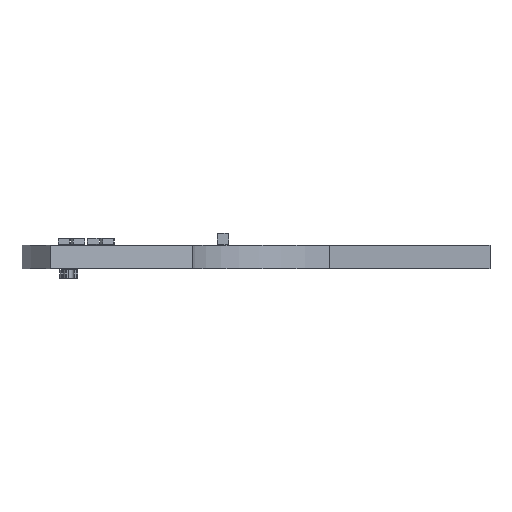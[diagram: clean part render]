
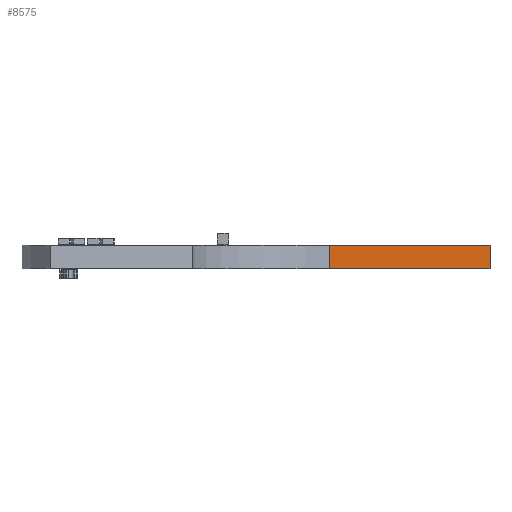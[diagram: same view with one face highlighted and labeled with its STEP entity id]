
A CAD part, left-side view. The second image highlights one B-rep face of the part: STEP entity #8575.
In plain terms, the highlighted planar face has unit normal (-1, 0, 0).
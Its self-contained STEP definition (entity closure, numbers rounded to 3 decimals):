
#7435 = PLANE('',#7436);
#7436 = AXIS2_PLACEMENT_3D('',#7437,#7438,#7439);
#7437 = CARTESIAN_POINT('',(-9.5,-16.25,0.));
#7438 = DIRECTION('',(0.,1.,0.));
#7439 = DIRECTION('',(1.,0.,0.));
#7463 = PLANE('',#7464);
#7464 = AXIS2_PLACEMENT_3D('',#7465,#7466,#7467);
#7465 = CARTESIAN_POINT('',(0.,3.203,1.6));
#7466 = DIRECTION('',(0.,0.,1.));
#7467 = DIRECTION('',(1.,0.,0.));
#7517 = PLANE('',#7518);
#7518 = AXIS2_PLACEMENT_3D('',#7519,#7520,#7521);
#7519 = CARTESIAN_POINT('',(0.,3.203,0.)
  );
#7520 = DIRECTION('',(0.,0.,1.));
#7521 = DIRECTION('',(1.,0.,0.));
#7532 = EDGE_CURVE('',#7533,#7535,#7537,.T.);
#7533 = VERTEX_POINT('',#7534);
#7534 = CARTESIAN_POINT('',(-9.5,-16.25,0.));
#7535 = VERTEX_POINT('',#7536);
#7536 = CARTESIAN_POINT('',(-9.5,-16.25,1.6));
#7537 = SURFACE_CURVE('',#7538,(#7542,#7549),.PCURVE_S1.);
#7538 = LINE('',#7539,#7540);
#7539 = CARTESIAN_POINT('',(-9.5,-16.25,0.));
#7540 = VECTOR('',#7541,1.);
#7541 = DIRECTION('',(0.,0.,1.));
#7542 = PCURVE('',#7435,#7543);
#7543 = DEFINITIONAL_REPRESENTATION('',(#7544),#7548);
#7544 = LINE('',#7545,#7546);
#7545 = CARTESIAN_POINT('',(0.,0.));
#7546 = VECTOR('',#7547,1.);
#7547 = DIRECTION('',(0.,-1.));
#7548 = ( GEOMETRIC_REPRESENTATION_CONTEXT(2) 
PARAMETRIC_REPRESENTATION_CONTEXT() REPRESENTATION_CONTEXT('2D SPACE',''
  ) );
#7549 = PCURVE('',#7550,#7555);
#7550 = PLANE('',#7551);
#7551 = AXIS2_PLACEMENT_3D('',#7552,#7553,#7554);
#7552 = CARTESIAN_POINT('',(-9.5,-5.166,0.));
#7553 = DIRECTION('',(1.,0.,0.));
#7554 = DIRECTION('',(0.,-1.,0.));
#7555 = DEFINITIONAL_REPRESENTATION('',(#7556),#7560);
#7556 = LINE('',#7557,#7558);
#7557 = CARTESIAN_POINT('',(11.084,0.));
#7558 = VECTOR('',#7559,1.);
#7559 = DIRECTION('',(0.,-1.));
#7560 = ( GEOMETRIC_REPRESENTATION_CONTEXT(2) 
PARAMETRIC_REPRESENTATION_CONTEXT() REPRESENTATION_CONTEXT('2D SPACE',''
  ) );
#7825 = VERTEX_POINT('',#7826);
#7826 = CARTESIAN_POINT('',(-9.5,-5.166,0.));
#7841 = CYLINDRICAL_SURFACE('',#7842,10.);
#7842 = AXIS2_PLACEMENT_3D('',#7843,#7844,#7845);
#7843 = CARTESIAN_POINT('',(-19.5,-5.166,0.));
#7844 = DIRECTION('',(0.,0.,-1.));
#7845 = DIRECTION('',(1.,0.,0.));
#7853 = EDGE_CURVE('',#7825,#7533,#7854,.T.);
#7854 = SURFACE_CURVE('',#7855,(#7859,#7866),.PCURVE_S1.);
#7855 = LINE('',#7856,#7857);
#7856 = CARTESIAN_POINT('',(-9.5,-5.166,0.));
#7857 = VECTOR('',#7858,1.);
#7858 = DIRECTION('',(0.,-1.,0.));
#7859 = PCURVE('',#7517,#7860);
#7860 = DEFINITIONAL_REPRESENTATION('',(#7861),#7865);
#7861 = LINE('',#7862,#7863);
#7862 = CARTESIAN_POINT('',(-9.5,-8.369));
#7863 = VECTOR('',#7864,1.);
#7864 = DIRECTION('',(0.,-1.));
#7865 = ( GEOMETRIC_REPRESENTATION_CONTEXT(2) 
PARAMETRIC_REPRESENTATION_CONTEXT() REPRESENTATION_CONTEXT('2D SPACE',''
  ) );
#7866 = PCURVE('',#7550,#7867);
#7867 = DEFINITIONAL_REPRESENTATION('',(#7868),#7872);
#7868 = LINE('',#7869,#7870);
#7869 = CARTESIAN_POINT('',(0.,0.));
#7870 = VECTOR('',#7871,1.);
#7871 = DIRECTION('',(1.,0.));
#7872 = ( GEOMETRIC_REPRESENTATION_CONTEXT(2) 
PARAMETRIC_REPRESENTATION_CONTEXT() REPRESENTATION_CONTEXT('2D SPACE',''
  ) );
#8289 = VERTEX_POINT('',#8290);
#8290 = CARTESIAN_POINT('',(-9.5,-5.166,1.6));
#8312 = EDGE_CURVE('',#8289,#7535,#8313,.T.);
#8313 = SURFACE_CURVE('',#8314,(#8318,#8325),.PCURVE_S1.);
#8314 = LINE('',#8315,#8316);
#8315 = CARTESIAN_POINT('',(-9.5,-5.166,1.6));
#8316 = VECTOR('',#8317,1.);
#8317 = DIRECTION('',(0.,-1.,0.));
#8318 = PCURVE('',#7463,#8319);
#8319 = DEFINITIONAL_REPRESENTATION('',(#8320),#8324);
#8320 = LINE('',#8321,#8322);
#8321 = CARTESIAN_POINT('',(-9.5,-8.369));
#8322 = VECTOR('',#8323,1.);
#8323 = DIRECTION('',(0.,-1.));
#8324 = ( GEOMETRIC_REPRESENTATION_CONTEXT(2) 
PARAMETRIC_REPRESENTATION_CONTEXT() REPRESENTATION_CONTEXT('2D SPACE',''
  ) );
#8325 = PCURVE('',#7550,#8326);
#8326 = DEFINITIONAL_REPRESENTATION('',(#8327),#8331);
#8327 = LINE('',#8328,#8329);
#8328 = CARTESIAN_POINT('',(0.,-1.6));
#8329 = VECTOR('',#8330,1.);
#8330 = DIRECTION('',(1.,0.));
#8331 = ( GEOMETRIC_REPRESENTATION_CONTEXT(2) 
PARAMETRIC_REPRESENTATION_CONTEXT() REPRESENTATION_CONTEXT('2D SPACE',''
  ) );
#8575 = ADVANCED_FACE('',(#8576),#7550,.F.);
#8576 = FACE_BOUND('',#8577,.F.);
#8577 = EDGE_LOOP('',(#8578,#8599,#8600,#8601));
#8578 = ORIENTED_EDGE('',*,*,#8579,.T.);
#8579 = EDGE_CURVE('',#7825,#8289,#8580,.T.);
#8580 = SURFACE_CURVE('',#8581,(#8585,#8592),.PCURVE_S1.);
#8581 = LINE('',#8582,#8583);
#8582 = CARTESIAN_POINT('',(-9.5,-5.166,0.));
#8583 = VECTOR('',#8584,1.);
#8584 = DIRECTION('',(0.,0.,1.));
#8585 = PCURVE('',#7550,#8586);
#8586 = DEFINITIONAL_REPRESENTATION('',(#8587),#8591);
#8587 = LINE('',#8588,#8589);
#8588 = CARTESIAN_POINT('',(0.,0.));
#8589 = VECTOR('',#8590,1.);
#8590 = DIRECTION('',(0.,-1.));
#8591 = ( GEOMETRIC_REPRESENTATION_CONTEXT(2) 
PARAMETRIC_REPRESENTATION_CONTEXT() REPRESENTATION_CONTEXT('2D SPACE',''
  ) );
#8592 = PCURVE('',#7841,#8593);
#8593 = DEFINITIONAL_REPRESENTATION('',(#8594),#8598);
#8594 = LINE('',#8595,#8596);
#8595 = CARTESIAN_POINT('',(0.,0.));
#8596 = VECTOR('',#8597,1.);
#8597 = DIRECTION('',(0.,-1.));
#8598 = ( GEOMETRIC_REPRESENTATION_CONTEXT(2) 
PARAMETRIC_REPRESENTATION_CONTEXT() REPRESENTATION_CONTEXT('2D SPACE',''
  ) );
#8599 = ORIENTED_EDGE('',*,*,#8312,.T.);
#8600 = ORIENTED_EDGE('',*,*,#7532,.F.);
#8601 = ORIENTED_EDGE('',*,*,#7853,.F.);
